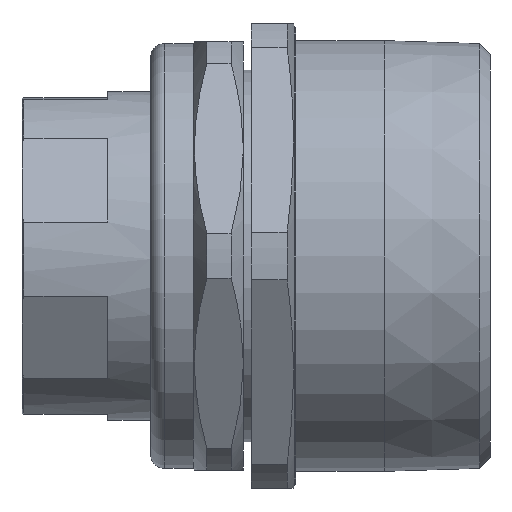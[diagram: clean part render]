
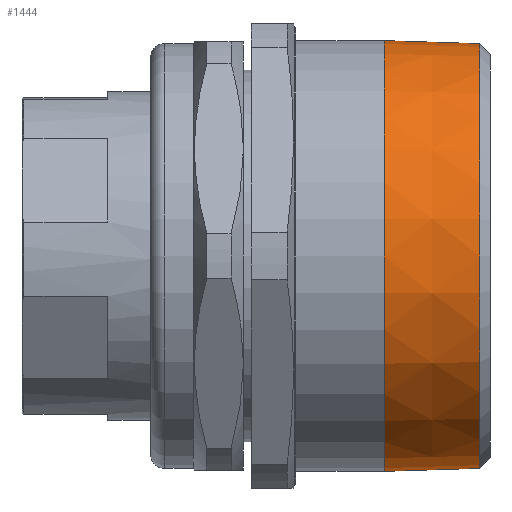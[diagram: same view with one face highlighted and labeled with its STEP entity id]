
A CAD part, front view. The second image highlights one B-rep face of the part: STEP entity #1444.
In plain terms, the highlighted conical face has half-angle 1.78 degrees and reference radius 29.69 mm.
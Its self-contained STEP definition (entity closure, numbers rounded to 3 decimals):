
#37 = ORIENTED_EDGE ( 'NONE', *, *, #2369, .T. ) ;
#47 = EDGE_LOOP ( 'NONE', ( #1586, #325, #728, #37 ) ) ;
#286 = VERTEX_POINT ( 'NONE', #452 ) ;
#316 = DIRECTION ( 'NONE',  ( -1., 0., 0. ) ) ;
#325 = ORIENTED_EDGE ( 'NONE', *, *, #549, .T. ) ;
#369 = CARTESIAN_POINT ( 'NONE',  ( 39.951, 0., -29.735 ) ) ;
#452 = CARTESIAN_POINT ( 'NONE',  ( 39.951, 0., 29.735 ) ) ;
#463 = DIRECTION ( 'NONE',  ( 0., 0., -1. ) ) ;
#484 = AXIS2_PLACEMENT_3D ( 'NONE', #568, #316, #1988 ) ;
#549 = EDGE_CURVE ( 'NONE', #561, #286, #1887, .T. ) ;
#561 = VERTEX_POINT ( 'NONE', #369 ) ;
#568 = CARTESIAN_POINT ( 'NONE',  ( 39.951, 0., 0. ) ) ;
#598 = AXIS2_PLACEMENT_3D ( 'NONE', #811, #1772, #463 ) ;
#664 = DIRECTION ( 'NONE',  ( -1., 0., -0.031 ) ) ;
#728 = ORIENTED_EDGE ( 'NONE', *, *, #2228, .T. ) ;
#800 = AXIS2_PLACEMENT_3D ( 'NONE', #2843, #3040, #2153 ) ;
#811 = CARTESIAN_POINT ( 'NONE',  ( 26.6, 0., 0. ) ) ;
#903 = FACE_OUTER_BOUND ( 'NONE', #47, .T. ) ;
#1143 = EDGE_CURVE ( 'NONE', #561, #1966, #2151, .T. ) ;
#1195 = CARTESIAN_POINT ( 'NONE',  ( 26.6, 0., 30.15 ) ) ;
#1444 = ADVANCED_FACE ( 'NONE', ( #903 ), #2873, .T. ) ;
#1454 = VECTOR ( 'NONE', #1616, 1000. ) ;
#1586 = ORIENTED_EDGE ( 'NONE', *, *, #1143, .F. ) ;
#1616 = DIRECTION ( 'NONE',  ( -1., 0., 0.031 ) ) ;
#1718 = CARTESIAN_POINT ( 'NONE',  ( 26.6, 0., -30.15 ) ) ;
#1772 = DIRECTION ( 'NONE',  ( 1., 0., 0. ) ) ;
#1887 = CIRCLE ( 'NONE', #484, 29.735 ) ;
#1960 = CIRCLE ( 'NONE', #598, 30.15 ) ;
#1966 = VERTEX_POINT ( 'NONE', #1718 ) ;
#1988 = DIRECTION ( 'NONE',  ( 0., 0., -1. ) ) ;
#2121 = CARTESIAN_POINT ( 'NONE',  ( 41.4, 0., 29.69 ) ) ;
#2151 = LINE ( 'NONE', #2164, #3013 ) ;
#2153 = DIRECTION ( 'NONE',  ( 0., 0., 1. ) ) ;
#2164 = CARTESIAN_POINT ( 'NONE',  ( 41.4, 0., -29.69 ) ) ;
#2228 = EDGE_CURVE ( 'NONE', #286, #2273, #2806, .T. ) ;
#2273 = VERTEX_POINT ( 'NONE', #1195 ) ;
#2369 = EDGE_CURVE ( 'NONE', #2273, #1966, #1960, .T. ) ;
#2806 = LINE ( 'NONE', #2121, #1454 ) ;
#2843 = CARTESIAN_POINT ( 'NONE',  ( 41.4, 0., 0. ) ) ;
#2873 = CONICAL_SURFACE ( 'NONE', #800, 29.69, 0.031 ) ;
#3013 = VECTOR ( 'NONE', #664, 1000. ) ;
#3040 = DIRECTION ( 'NONE',  ( -1., 0., 0. ) ) ;
